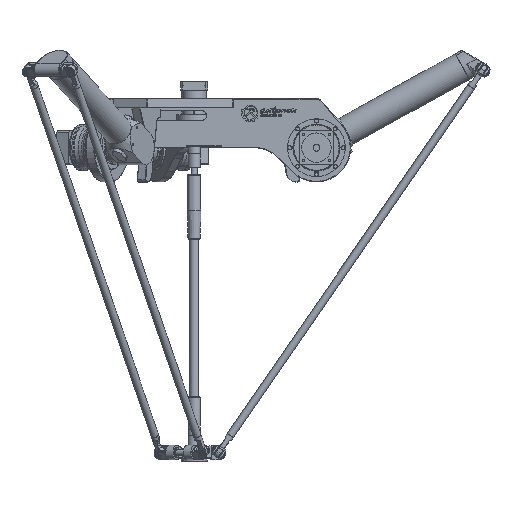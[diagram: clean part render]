
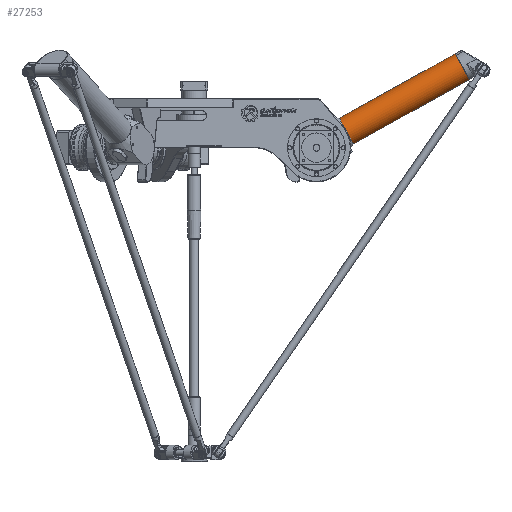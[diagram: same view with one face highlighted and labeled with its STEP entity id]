
A CAD part, front view. The second image highlights one B-rep face of the part: STEP entity #27253.
In plain terms, the highlighted cylindrical face has radius 30 mm (diameter 60 mm), a full revolution.
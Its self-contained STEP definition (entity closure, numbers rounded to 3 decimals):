
#1519=CYLINDRICAL_SURFACE('',#30211,30.);
#1967=FACE_BOUND('',#6855,.T.);
#3060=CIRCLE('',#30144,30.);
#3094=CIRCLE('',#30212,30.);
#3095=CIRCLE('',#30213,30.);
#4817=FACE_OUTER_BOUND('',#6854,.T.);
#6854=EDGE_LOOP('',(#24397));
#6855=EDGE_LOOP('',(#24398,#24399));
#13850=VERTEX_POINT('',#53135);
#13884=VERTEX_POINT('',#53241);
#13885=VERTEX_POINT('',#53242);
#17389=EDGE_CURVE('',#13850,#13850,#3060,.T.);
#17427=EDGE_CURVE('',#13884,#13885,#3094,.T.);
#17428=EDGE_CURVE('',#13885,#13884,#3095,.T.);
#24397=ORIENTED_EDGE('',*,*,#17389,.T.);
#24398=ORIENTED_EDGE('',*,*,#17427,.T.);
#24399=ORIENTED_EDGE('',*,*,#17428,.T.);
#27253=ADVANCED_FACE('',(#4817,#1967),#1519,.T.);
#30144=AXIS2_PLACEMENT_3D('',#53136,#37610,#37611);
#30211=AXIS2_PLACEMENT_3D('',#53240,#37748,#37749);
#30212=AXIS2_PLACEMENT_3D('',#53243,#37750,#37751);
#30213=AXIS2_PLACEMENT_3D('',#53244,#37752,#37753);
#37610=DIRECTION('center_axis',(0.,0.,-1.));
#37611=DIRECTION('ref_axis',(-1.,0.,0.));
#37748=DIRECTION('center_axis',(0.,0.,1.));
#37749=DIRECTION('ref_axis',(-1.,0.,0.));
#37750=DIRECTION('center_axis',(0.,0.,1.));
#37751=DIRECTION('ref_axis',(-1.,0.,0.));
#37752=DIRECTION('center_axis',(0.,0.,1.));
#37753=DIRECTION('ref_axis',(-1.,0.,0.));
#53135=CARTESIAN_POINT('',(0.,-30.,201.069));
#53136=CARTESIAN_POINT('Origin',(0.,0.,201.069));
#53240=CARTESIAN_POINT('Origin',(0.,0.,0.));
#53241=CARTESIAN_POINT('',(-30.,0.,-70.));
#53242=CARTESIAN_POINT('',(30.,0.,-70.));
#53243=CARTESIAN_POINT('Origin',(0.,0.,-70.));
#53244=CARTESIAN_POINT('Origin',(0.,0.,-70.));
